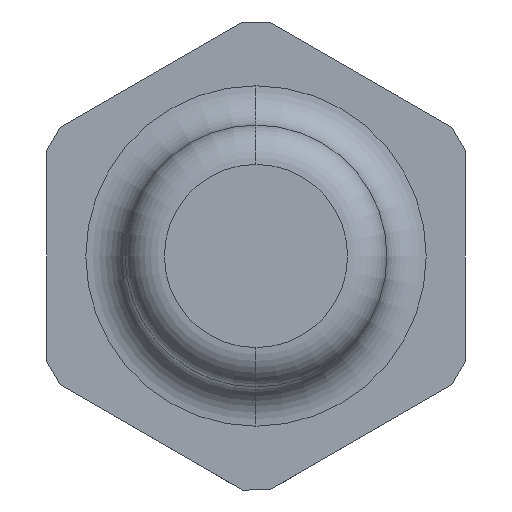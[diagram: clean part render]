
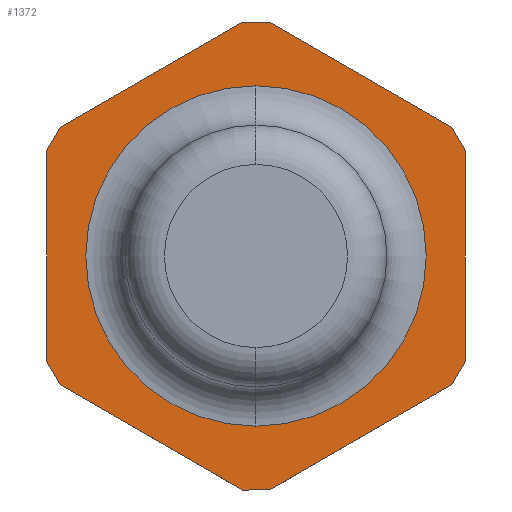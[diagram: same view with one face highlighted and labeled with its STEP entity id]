
A CAD part, front view. The second image highlights one B-rep face of the part: STEP entity #1372.
In plain terms, the highlighted planar face has unit normal (0, -1, 0).
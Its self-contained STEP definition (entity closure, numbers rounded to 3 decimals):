
#87 = LINE ( 'NONE', #88, #173 ) ;
#88 = CARTESIAN_POINT ( 'NONE',  ( -8., 0., 4.019 ) ) ;
#89 = DIRECTION ( 'NONE',  ( 0.5, 0., 0.866 ) ) ;
#173 = VECTOR ( 'NONE', #89, 1000. ) ;
#186 = VERTEX_POINT ( 'NONE', #351 ) ;
#201 = VERTEX_POINT ( 'NONE', #366 ) ;
#226 = VERTEX_POINT ( 'NONE', #391 ) ;
#231 = VERTEX_POINT ( 'NONE', #396 ) ;
#234 = VERTEX_POINT ( 'NONE', #399 ) ;
#241 = VERTEX_POINT ( 'NONE', #406 ) ;
#242 = VERTEX_POINT ( 'NONE', #407 ) ;
#243 = VERTEX_POINT ( 'NONE', #408 ) ;
#246 = VERTEX_POINT ( 'NONE', #411 ) ;
#248 = VERTEX_POINT ( 'NONE', #413 ) ;
#252 = VERTEX_POINT ( 'NONE', #417 ) ;
#331 = ORIENTED_EDGE ( 'NONE', *, *, #2431, .F. ) ;
#351 = CARTESIAN_POINT ( 'NONE',  ( -7.48, 0., -4.919 ) ) ;
#366 = CARTESIAN_POINT ( 'NONE',  ( 0.52, 0., -8.938 ) ) ;
#391 = CARTESIAN_POINT ( 'NONE',  ( -8., 0., 4.019 ) ) ;
#396 = CARTESIAN_POINT ( 'NONE',  ( -7.48, 0., 4.919 ) ) ;
#399 = CARTESIAN_POINT ( 'NONE',  ( -0.52, 0., -8.938 ) ) ;
#406 = CARTESIAN_POINT ( 'NONE',  ( 8., 0., -4.019 ) ) ;
#407 = CARTESIAN_POINT ( 'NONE',  ( 7.48, 0., 4.919 ) ) ;
#408 = CARTESIAN_POINT ( 'NONE',  ( 8., 0., 4.019 ) ) ;
#411 = CARTESIAN_POINT ( 'NONE',  ( 0.52, 0., 8.938 ) ) ;
#413 = CARTESIAN_POINT ( 'NONE',  ( 7.48, 0., -4.919 ) ) ;
#417 = CARTESIAN_POINT ( 'NONE',  ( 0., 0., -6.5 ) ) ;
#497 = CARTESIAN_POINT ( 'NONE',  ( 0., 0., 0. ) ) ;
#501 = DIRECTION ( 'NONE',  ( 0., 1., 0. ) ) ;
#502 = DIRECTION ( 'NONE',  ( 0., 0., 1. ) ) ;
#510 = LINE ( 'NONE', #511, #2106 ) ;
#511 = CARTESIAN_POINT ( 'NONE',  ( -0.52, 0., -8.938 ) ) ;
#512 = DIRECTION ( 'NONE',  ( -0.866, 0., 0.5 ) ) ;
#516 = LINE ( 'NONE', #517, #2109 ) ;
#517 = CARTESIAN_POINT ( 'NONE',  ( -7.48, 0., 4.919 ) ) ;
#518 = DIRECTION ( 'NONE',  ( 0.866, 0., 0.5 ) ) ;
#519 = LINE ( 'NONE', #520, #2108 ) ;
#520 = CARTESIAN_POINT ( 'NONE',  ( -0.52, 0., 8.938 ) ) ;
#521 = DIRECTION ( 'NONE',  ( 1., 0., 0. ) ) ;
#522 = LINE ( 'NONE', #523, #2111 ) ;
#523 = CARTESIAN_POINT ( 'NONE',  ( -8., 0., -4.019 ) ) ;
#524 = DIRECTION ( 'NONE',  ( 0., 0., 1. ) ) ;
#581 = LINE ( 'NONE', #582, #2129 ) ;
#582 = CARTESIAN_POINT ( 'NONE',  ( 8., 0., -4.019 ) ) ;
#583 = DIRECTION ( 'NONE',  ( -0.5, 0., -0.866 ) ) ;
#584 = LINE ( 'NONE', #585, #2130 ) ;
#585 = CARTESIAN_POINT ( 'NONE',  ( 8., 0., 4.019 ) ) ;
#586 = DIRECTION ( 'NONE',  ( 0., 0., -1. ) ) ;
#590 = LINE ( 'NONE', #591, #2133 ) ;
#591 = CARTESIAN_POINT ( 'NONE',  ( 0.52, 0., 8.938 ) ) ;
#592 = DIRECTION ( 'NONE',  ( 0.866, 0., -0.5 ) ) ;
#593 = LINE ( 'NONE', #594, #2134 ) ;
#594 = CARTESIAN_POINT ( 'NONE',  ( 0.52, 0., -8.938 ) ) ;
#595 = DIRECTION ( 'NONE',  ( -1., 0., 0. ) ) ;
#599 = LINE ( 'NONE', #600, #2127 ) ;
#600 = CARTESIAN_POINT ( 'NONE',  ( 7.48, 0., 4.919 ) ) ;
#601 = DIRECTION ( 'NONE',  ( 0.5, 0., -0.866 ) ) ;
#604 = CARTESIAN_POINT ( 'NONE',  ( 0., 0., 0. ) ) ;
#608 = DIRECTION ( 'NONE',  ( 0., 1., 0. ) ) ;
#609 = DIRECTION ( 'NONE',  ( 0., 0., 1. ) ) ;
#614 = LINE ( 'NONE', #615, #687 ) ;
#615 = CARTESIAN_POINT ( 'NONE',  ( 7.48, 0., -4.919 ) ) ;
#616 = DIRECTION ( 'NONE',  ( -0.866, 0., -0.5 ) ) ;
#678 = AXIS2_PLACEMENT_3D ( 'NONE', #604, #608, #609 ) ;
#687 = VECTOR ( 'NONE', #616, 1000. ) ;
#720 = FACE_BOUND ( 'NONE', #755, .T. ) ;
#723 = FACE_OUTER_BOUND ( 'NONE', #751, .T. ) ;
#726 = AXIS2_PLACEMENT_3D ( 'NONE', #1560, #1561, #1562 ) ;
#751 = EDGE_LOOP ( 'NONE', ( #1919, #1896, #1889, #1899, #1882, #1886, #1890, #1894, #1893, #1892, #331, #1891 ) ) ;
#755 = EDGE_LOOP ( 'NONE', ( #1905, #1888 ) ) ;
#1019 = VECTOR ( 'NONE', #2290, 1000. ) ;
#1270 = EDGE_CURVE ( 'NONE', #226, #231, #87, .T. ) ;
#1315 = EDGE_CURVE ( 'NONE', #1805, #252, #1428, .T. ) ;
#1318 = EDGE_CURVE ( 'NONE', #234, #186, #510, .T. ) ;
#1320 = EDGE_CURVE ( 'NONE', #231, #1781, #516, .T. ) ;
#1321 = EDGE_CURVE ( 'NONE', #1781, #246, #519, .T. ) ;
#1322 = EDGE_CURVE ( 'NONE', #1802, #226, #522, .T. ) ;
#1340 = EDGE_CURVE ( 'NONE', #241, #248, #581, .T. ) ;
#1341 = EDGE_CURVE ( 'NONE', #243, #241, #584, .T. ) ;
#1343 = EDGE_CURVE ( 'NONE', #246, #242, #590, .T. ) ;
#1344 = EDGE_CURVE ( 'NONE', #201, #234, #593, .T. ) ;
#1346 = EDGE_CURVE ( 'NONE', #242, #243, #599, .T. ) ;
#1349 = EDGE_CURVE ( 'NONE', #252, #1805, #1422, .T. ) ;
#1351 = EDGE_CURVE ( 'NONE', #248, #201, #614, .T. ) ;
#1372 = ADVANCED_FACE ( 'NONE', ( #720, #723 ), #1559, .F. ) ;
#1422 = CIRCLE ( 'NONE', #678, 6.5 ) ;
#1428 = CIRCLE ( 'NONE', #2101, 6.5 ) ;
#1559 = PLANE ( 'NONE',  #726 ) ;
#1560 = CARTESIAN_POINT ( 'NONE',  ( -8., 0., -8.938 ) ) ;
#1561 = DIRECTION ( 'NONE',  ( 0., 1., 0. ) ) ;
#1562 = DIRECTION ( 'NONE',  ( 0., 0., 1. ) ) ;
#1636 = CARTESIAN_POINT ( 'NONE',  ( -0.52, 0., 8.938 ) ) ;
#1656 = CARTESIAN_POINT ( 'NONE',  ( -8., 0., -4.019 ) ) ;
#1659 = CARTESIAN_POINT ( 'NONE',  ( 0., 0., 6.5 ) ) ;
#1781 = VERTEX_POINT ( 'NONE', #1636 ) ;
#1802 = VERTEX_POINT ( 'NONE', #1656 ) ;
#1805 = VERTEX_POINT ( 'NONE', #1659 ) ;
#1882 = ORIENTED_EDGE ( 'NONE', *, *, #1346, .F. ) ;
#1886 = ORIENTED_EDGE ( 'NONE', *, *, #1343, .F. ) ;
#1888 = ORIENTED_EDGE ( 'NONE', *, *, #1349, .T. ) ;
#1889 = ORIENTED_EDGE ( 'NONE', *, *, #1340, .F. ) ;
#1890 = ORIENTED_EDGE ( 'NONE', *, *, #1321, .F. ) ;
#1891 = ORIENTED_EDGE ( 'NONE', *, *, #1318, .F. ) ;
#1892 = ORIENTED_EDGE ( 'NONE', *, *, #1322, .F. ) ;
#1893 = ORIENTED_EDGE ( 'NONE', *, *, #1270, .F. ) ;
#1894 = ORIENTED_EDGE ( 'NONE', *, *, #1320, .F. ) ;
#1896 = ORIENTED_EDGE ( 'NONE', *, *, #1351, .F. ) ;
#1899 = ORIENTED_EDGE ( 'NONE', *, *, #1341, .F. ) ;
#1905 = ORIENTED_EDGE ( 'NONE', *, *, #1315, .T. ) ;
#1919 = ORIENTED_EDGE ( 'NONE', *, *, #1344, .F. ) ;
#2101 = AXIS2_PLACEMENT_3D ( 'NONE', #497, #501, #502 ) ;
#2106 = VECTOR ( 'NONE', #512, 1000. ) ;
#2108 = VECTOR ( 'NONE', #521, 1000. ) ;
#2109 = VECTOR ( 'NONE', #518, 1000. ) ;
#2111 = VECTOR ( 'NONE', #524, 1000. ) ;
#2127 = VECTOR ( 'NONE', #601, 1000. ) ;
#2129 = VECTOR ( 'NONE', #583, 1000. ) ;
#2130 = VECTOR ( 'NONE', #586, 1000. ) ;
#2133 = VECTOR ( 'NONE', #592, 1000. ) ;
#2134 = VECTOR ( 'NONE', #595, 1000. ) ;
#2288 = LINE ( 'NONE', #2289, #1019 ) ;
#2289 = CARTESIAN_POINT ( 'NONE',  ( -7.48, 0., -4.919 ) ) ;
#2290 = DIRECTION ( 'NONE',  ( -0.5, 0., 0.866 ) ) ;
#2431 = EDGE_CURVE ( 'NONE', #186, #1802, #2288, .T. ) ;
